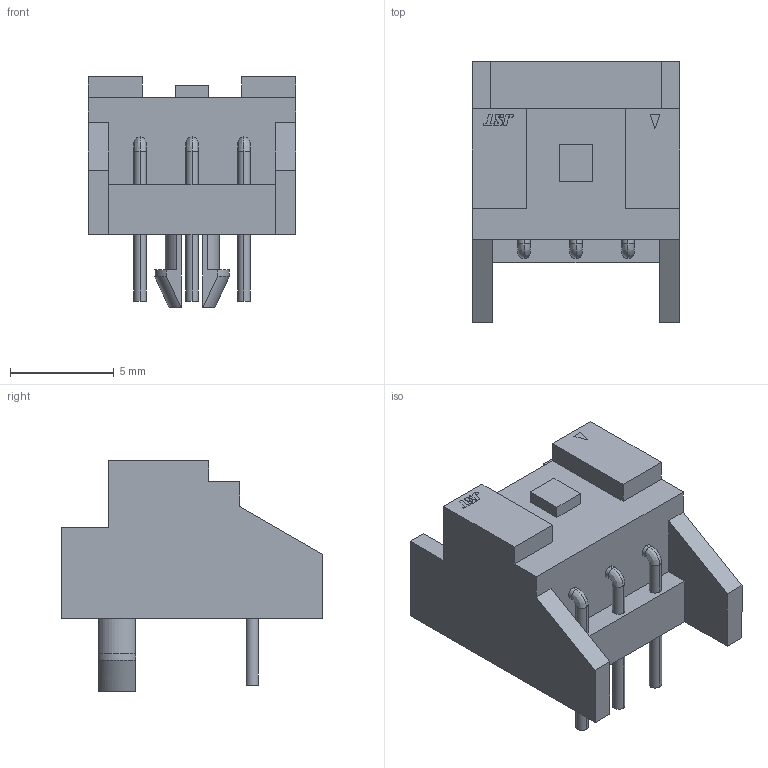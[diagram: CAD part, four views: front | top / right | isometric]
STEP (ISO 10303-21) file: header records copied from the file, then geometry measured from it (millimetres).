
FILE_DESCRIPTION (( 'STEP AP214' ), '1' );
FILE_NAME ('S03B-XASK-1.STEP', '2022-06-22T06:15:51', ( '' ), ( '' ), 'SwSTEP 2.0', 'SolidWorks 2022', '' );
FILE_SCHEMA (( 'AUTOMOTIVE_DESIGN' ));
Length unit declared in the file: millimetre
Products named in the file (5): S03B-XASK-1; Pins; New Marking; JST Logo; Body
Assembly tree (4 placements, depth 2):
  S03B-XASK-1
    Body
    Pins
    New Marking
    JST Logo
Bounding box: 10 x 12.6 x 11.1 mm (x, y, z)
Volume: 416.1 mm3; surface area: 753.3 mm2
Topology: 14 solids, 14 shells, 161 faces, 374 edges, 244 vertices
Faces by surface type: plane 86, bspline 39, cylinder 36
Entity records: 5416 total; most frequent: CARTESIAN_POINT 1628, ORIENTED_EDGE 748, DIRECTION 638, EDGE_CURVE 374, VERTEX_POINT 244, LINE 230, VECTOR 230, AXIS2_PLACEMENT_3D 204
